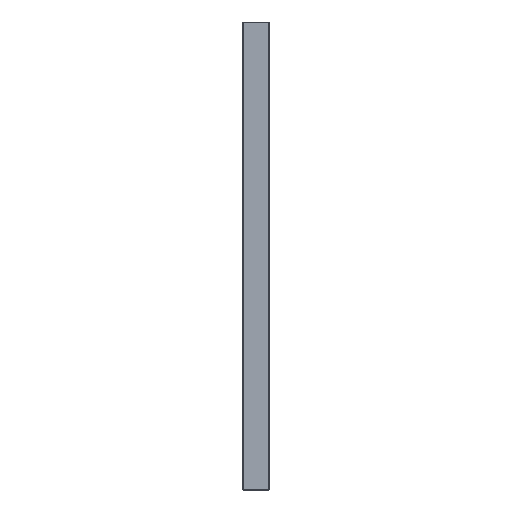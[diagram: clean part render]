
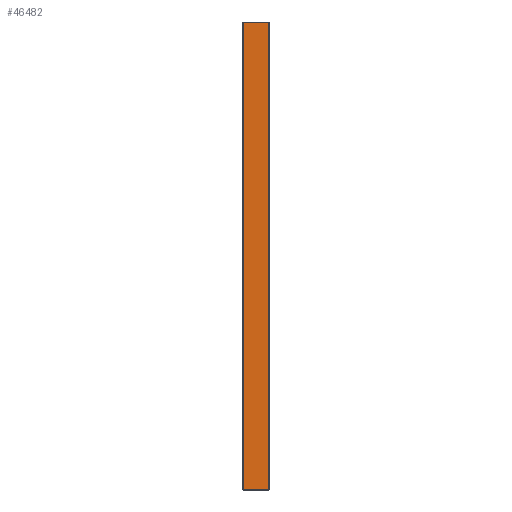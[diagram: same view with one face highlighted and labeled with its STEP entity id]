
A CAD part, front view. The second image highlights one B-rep face of the part: STEP entity #46482.
In plain terms, the highlighted planar face has unit normal (0, -1, 0).
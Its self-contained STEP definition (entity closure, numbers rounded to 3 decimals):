
#37153 = PLANE('',#37154);
#37154 = AXIS2_PLACEMENT_3D('',#37155,#37156,#37157);
#37155 = CARTESIAN_POINT('',(3.,-5.95,0.05));
#37156 = DIRECTION('',(0.,0.707,0.707));
#37157 = DIRECTION('',(1.,0.,0.));
#37461 = PLANE('',#37462);
#37462 = AXIS2_PLACEMENT_3D('',#37463,#37464,#37465);
#37463 = CARTESIAN_POINT('',(3.,-5.95,104.95));
#37464 = DIRECTION('',(0.,-0.707,
    0.707));
#37465 = DIRECTION('',(1.,0.,0.));
#37748 = PLANE('',#37749);
#37749 = AXIS2_PLACEMENT_3D('',#37750,#37751,#37752);
#37750 = CARTESIAN_POINT('',(-2.9,-5.9,0.));
#37751 = DIRECTION('',(-0.707,-0.707,0.));
#37752 = DIRECTION('',(0.,0.,1.));
#40885 = VERTEX_POINT('',#40886);
#40886 = CARTESIAN_POINT('',(2.9,-6.,0.1));
#40907 = EDGE_CURVE('',#40885,#40908,#40910,.T.);
#40908 = VERTEX_POINT('',#40909);
#40909 = CARTESIAN_POINT('',(-2.8,-6.,0.1));
#40910 = SURFACE_CURVE('',#40911,(#40915,#40922),.PCURVE_S1.);
#40911 = LINE('',#40912,#40913);
#40912 = CARTESIAN_POINT('',(3.,-6.,0.1));
#40913 = VECTOR('',#40914,1.);
#40914 = DIRECTION('',(-1.,0.,0.));
#40915 = PCURVE('',#37153,#40916);
#40916 = DEFINITIONAL_REPRESENTATION('',(#40917),#40921);
#40917 = LINE('',#40918,#40919);
#40918 = CARTESIAN_POINT('',(0.,-0.071));
#40919 = VECTOR('',#40920,1.);
#40920 = DIRECTION('',(-1.,0.));
#40921 = ( GEOMETRIC_REPRESENTATION_CONTEXT(2) 
PARAMETRIC_REPRESENTATION_CONTEXT() REPRESENTATION_CONTEXT('2D SPACE',''
  ) );
#40922 = PCURVE('',#40923,#40928);
#40923 = PLANE('',#40924);
#40924 = AXIS2_PLACEMENT_3D('',#40925,#40926,#40927);
#40925 = CARTESIAN_POINT('',(3.,-6.,0.));
#40926 = DIRECTION('',(0.,-1.,0.));
#40927 = DIRECTION('',(-1.,0.,0.));
#40928 = DEFINITIONAL_REPRESENTATION('',(#40929),#40933);
#40929 = LINE('',#40930,#40931);
#40930 = CARTESIAN_POINT('',(0.,-0.1));
#40931 = VECTOR('',#40932,1.);
#40932 = DIRECTION('',(1.,0.));
#40933 = ( GEOMETRIC_REPRESENTATION_CONTEXT(2) 
PARAMETRIC_REPRESENTATION_CONTEXT() REPRESENTATION_CONTEXT('2D SPACE',''
  ) );
#41200 = VERTEX_POINT('',#41201);
#41201 = CARTESIAN_POINT('',(2.9,-6.,104.9));
#41222 = EDGE_CURVE('',#41200,#41223,#41225,.T.);
#41223 = VERTEX_POINT('',#41224);
#41224 = CARTESIAN_POINT('',(-2.8,-6.,104.9));
#41225 = SURFACE_CURVE('',#41226,(#41230,#41237),.PCURVE_S1.);
#41226 = LINE('',#41227,#41228);
#41227 = CARTESIAN_POINT('',(3.,-6.,104.9));
#41228 = VECTOR('',#41229,1.);
#41229 = DIRECTION('',(-1.,0.,0.));
#41230 = PCURVE('',#37461,#41231);
#41231 = DEFINITIONAL_REPRESENTATION('',(#41232),#41236);
#41232 = LINE('',#41233,#41234);
#41233 = CARTESIAN_POINT('',(0.,-0.071));
#41234 = VECTOR('',#41235,1.);
#41235 = DIRECTION('',(-1.,0.));
#41236 = ( GEOMETRIC_REPRESENTATION_CONTEXT(2) 
PARAMETRIC_REPRESENTATION_CONTEXT() REPRESENTATION_CONTEXT('2D SPACE',''
  ) );
#41237 = PCURVE('',#40923,#41238);
#41238 = DEFINITIONAL_REPRESENTATION('',(#41239),#41243);
#41239 = LINE('',#41240,#41241);
#41240 = CARTESIAN_POINT('',(0.,-104.9));
#41241 = VECTOR('',#41242,1.);
#41242 = DIRECTION('',(1.,0.));
#41243 = ( GEOMETRIC_REPRESENTATION_CONTEXT(2) 
PARAMETRIC_REPRESENTATION_CONTEXT() REPRESENTATION_CONTEXT('2D SPACE',''
  ) );
#41379 = EDGE_CURVE('',#40908,#41223,#41380,.T.);
#41380 = SURFACE_CURVE('',#41381,(#41385,#41392),.PCURVE_S1.);
#41381 = LINE('',#41382,#41383);
#41382 = CARTESIAN_POINT('',(-2.8,-6.,0.));
#41383 = VECTOR('',#41384,1.);
#41384 = DIRECTION('',(0.,0.,1.));
#41385 = PCURVE('',#37748,#41386);
#41386 = DEFINITIONAL_REPRESENTATION('',(#41387),#41391);
#41387 = LINE('',#41388,#41389);
#41388 = CARTESIAN_POINT('',(0.,-0.141));
#41389 = VECTOR('',#41390,1.);
#41390 = DIRECTION('',(1.,0.));
#41391 = ( GEOMETRIC_REPRESENTATION_CONTEXT(2) 
PARAMETRIC_REPRESENTATION_CONTEXT() REPRESENTATION_CONTEXT('2D SPACE',''
  ) );
#41392 = PCURVE('',#40923,#41393);
#41393 = DEFINITIONAL_REPRESENTATION('',(#41394),#41398);
#41394 = LINE('',#41395,#41396);
#41395 = CARTESIAN_POINT('',(5.8,0.));
#41396 = VECTOR('',#41397,1.);
#41397 = DIRECTION('',(0.,-1.));
#41398 = ( GEOMETRIC_REPRESENTATION_CONTEXT(2) 
PARAMETRIC_REPRESENTATION_CONTEXT() REPRESENTATION_CONTEXT('2D SPACE',''
  ) );
#46227 = PLANE('',#46228);
#46228 = AXIS2_PLACEMENT_3D('',#46229,#46230,#46231);
#46229 = CARTESIAN_POINT('',(2.95,-5.95,0.));
#46230 = DIRECTION('',(0.707,-0.707,0.));
#46231 = DIRECTION('',(0.,0.,1.));
#46482 = ADVANCED_FACE('',(#46483),#40923,.T.);
#46483 = FACE_BOUND('',#46484,.T.);
#46484 = EDGE_LOOP('',(#46485,#46506,#46507,#46508));
#46485 = ORIENTED_EDGE('',*,*,#46486,.T.);
#46486 = EDGE_CURVE('',#40885,#41200,#46487,.T.);
#46487 = SURFACE_CURVE('',#46488,(#46492,#46499),.PCURVE_S1.);
#46488 = LINE('',#46489,#46490);
#46489 = CARTESIAN_POINT('',(2.9,-6.,0.));
#46490 = VECTOR('',#46491,1.);
#46491 = DIRECTION('',(0.,0.,1.));
#46492 = PCURVE('',#40923,#46493);
#46493 = DEFINITIONAL_REPRESENTATION('',(#46494),#46498);
#46494 = LINE('',#46495,#46496);
#46495 = CARTESIAN_POINT('',(0.1,0.));
#46496 = VECTOR('',#46497,1.);
#46497 = DIRECTION('',(0.,-1.));
#46498 = ( GEOMETRIC_REPRESENTATION_CONTEXT(2) 
PARAMETRIC_REPRESENTATION_CONTEXT() REPRESENTATION_CONTEXT('2D SPACE',''
  ) );
#46499 = PCURVE('',#46227,#46500);
#46500 = DEFINITIONAL_REPRESENTATION('',(#46501),#46505);
#46501 = LINE('',#46502,#46503);
#46502 = CARTESIAN_POINT('',(0.,0.071));
#46503 = VECTOR('',#46504,1.);
#46504 = DIRECTION('',(1.,0.));
#46505 = ( GEOMETRIC_REPRESENTATION_CONTEXT(2) 
PARAMETRIC_REPRESENTATION_CONTEXT() REPRESENTATION_CONTEXT('2D SPACE',''
  ) );
#46506 = ORIENTED_EDGE('',*,*,#41222,.T.);
#46507 = ORIENTED_EDGE('',*,*,#41379,.F.);
#46508 = ORIENTED_EDGE('',*,*,#40907,.F.);
